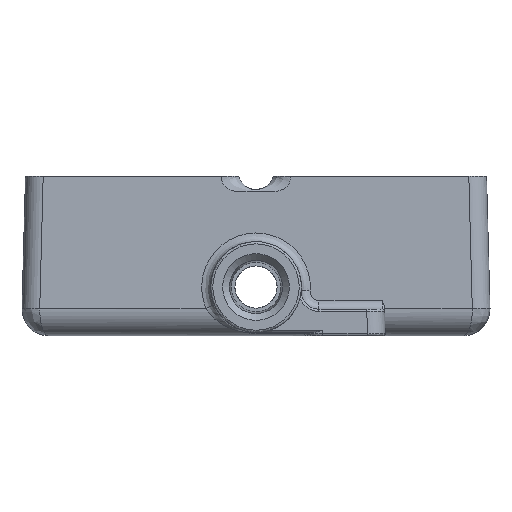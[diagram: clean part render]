
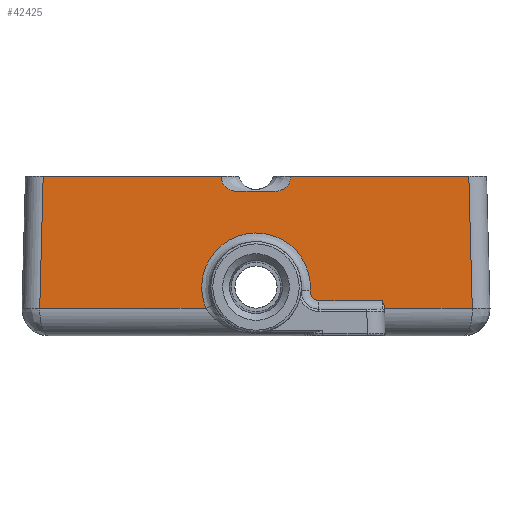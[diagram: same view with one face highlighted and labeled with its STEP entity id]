
A CAD part, left-side view. The second image highlights one B-rep face of the part: STEP entity #42425.
In plain terms, the highlighted planar face has unit normal (-1, 0, 0.026).
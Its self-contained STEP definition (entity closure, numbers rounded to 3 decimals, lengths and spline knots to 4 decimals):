
#1671=B_SPLINE_CURVE_WITH_KNOTS('',3,(#62856,#62857,#62858,#62859,#62860,
#62861,#62862,#62863,#62864,#62865,#62866,#62867,#62868,#62869,#62870,#62871,
#62872,#62873,#62874,#62875,#62876,#62877,#62878,#62879,#62880,#62881,#62882,
#62883),.UNSPECIFIED.,.F.,.F.,(4,1,1,1,1,1,1,1,1,1,1,1,1,1,1,1,1,1,1,1,
1,1,1,1,1,4),(-3.1796,-3.1109,-3.0387,-2.9754,
-2.7855,-2.6589,-2.5323,-2.4056,-2.279,
-2.1524,-2.0258,-1.7726,-1.5194,
-1.3927,-1.2661,-1.0129,-0.8863,
-0.7597,-0.6331,-0.5065,-0.3798,
-0.2532,-0.0633,0.,0.0722,0.1409),
 .UNSPECIFIED.);
#1673=B_SPLINE_CURVE_WITH_KNOTS('',3,(#62908,#62909,#62910,#62911,#62912,
#62913,#62914,#62915),.UNSPECIFIED.,.F.,.F.,(4,2,2,4),(-0.0009,
0.,0.1567,0.2433),.UNSPECIFIED.);
#3102=ELLIPSE('',#44929,0.7658,0.7655);
#3103=ELLIPSE('',#44930,0.125,0.125);
#3459=PLANE('',#44928);
#4972=FACE_OUTER_BOUND('',#7471,.T.);
#7471=EDGE_LOOP('',(#31462,#31463,#31464,#31465,#31466,#31467,#31468,#31469,
#31470,#31471,#31472,#31473));
#10293=LINE('',#62896,#14268);
#10294=LINE('',#62898,#14269);
#10295=LINE('',#62900,#14270);
#10296=LINE('',#62906,#14271);
#10297=LINE('',#62917,#14272);
#10298=LINE('',#62919,#14273);
#10299=LINE('',#62921,#14274);
#10300=LINE('',#62922,#14275);
#14268=VECTOR('',#48391,2.5124);
#14269=VECTOR('',#48392,1.8665);
#14270=VECTOR('',#48393,2.346);
#14271=VECTOR('',#48398,0.8898);
#14272=VECTOR('',#48399,0.0191);
#14273=VECTOR('',#48400,1.2383);
#14274=VECTOR('',#48401,1.8665);
#14275=VECTOR('',#48402,2.5124);
#18985=VERTEX_POINT('',#62844);
#18986=VERTEX_POINT('',#62855);
#18987=VERTEX_POINT('',#62895);
#18988=VERTEX_POINT('',#62897);
#18989=VERTEX_POINT('',#62899);
#18990=VERTEX_POINT('',#62901);
#18991=VERTEX_POINT('',#62903);
#18992=VERTEX_POINT('',#62905);
#18993=VERTEX_POINT('',#62907);
#18994=VERTEX_POINT('',#62916);
#18995=VERTEX_POINT('',#62918);
#18996=VERTEX_POINT('',#62920);
#23678=EDGE_CURVE('',#18985,#18986,#1671,.T.);
#23680=EDGE_CURVE('',#18985,#18987,#10293,.T.);
#23681=EDGE_CURVE('',#18988,#18987,#10294,.T.);
#23682=EDGE_CURVE('',#18989,#18988,#10295,.T.);
#23683=EDGE_CURVE('',#18990,#18989,#3102,.T.);
#23684=EDGE_CURVE('',#18991,#18990,#3103,.T.);
#23685=EDGE_CURVE('',#18992,#18991,#10296,.T.);
#23686=EDGE_CURVE('',#18993,#18992,#1673,.F.);
#23687=EDGE_CURVE('',#18993,#18994,#10297,.T.);
#23688=EDGE_CURVE('',#18995,#18994,#10298,.T.);
#23689=EDGE_CURVE('',#18996,#18995,#10299,.T.);
#23690=EDGE_CURVE('',#18996,#18986,#10300,.T.);
#31462=ORIENTED_EDGE('',*,*,#23678,.F.);
#31463=ORIENTED_EDGE('',*,*,#23680,.T.);
#31464=ORIENTED_EDGE('',*,*,#23681,.F.);
#31465=ORIENTED_EDGE('',*,*,#23682,.F.);
#31466=ORIENTED_EDGE('',*,*,#23683,.F.);
#31467=ORIENTED_EDGE('',*,*,#23684,.F.);
#31468=ORIENTED_EDGE('',*,*,#23685,.F.);
#31469=ORIENTED_EDGE('',*,*,#23686,.F.);
#31470=ORIENTED_EDGE('',*,*,#23687,.T.);
#31471=ORIENTED_EDGE('',*,*,#23688,.F.);
#31472=ORIENTED_EDGE('',*,*,#23689,.F.);
#31473=ORIENTED_EDGE('',*,*,#23690,.T.);
#42425=ADVANCED_FACE('',(#4972),#3459,.T.);
#44928=AXIS2_PLACEMENT_3D('',#62894,#48389,#48390);
#44929=AXIS2_PLACEMENT_3D('',#62902,#48394,#48395);
#44930=AXIS2_PLACEMENT_3D('',#62904,#48396,#48397);
#48389=DIRECTION('center_axis',(-1.,0.,0.026));
#48390=DIRECTION('ref_axis',(0.,1.,0.));
#48391=DIRECTION('',(0.,1.,0.));
#48392=DIRECTION('',(0.026,-0.026,0.999));
#48393=DIRECTION('',(0.,1.,0.));
#48394=DIRECTION('center_axis',(-1.,0.,0.026));
#48395=DIRECTION('ref_axis',(0.026,0.,1.));
#48396=DIRECTION('center_axis',(1.,0.,-0.026));
#48397=DIRECTION('ref_axis',(-0.026,0.,-1.));
#48398=DIRECTION('',(0.,1.,0.));
#48399=DIRECTION('',(-0.026,-0.026,-0.999));
#48400=DIRECTION('',(0.,1.,0.));
#48401=DIRECTION('',(-0.026,-0.026,-0.999));
#48402=DIRECTION('',(0.,1.,0.));
#62844=CARTESIAN_POINT('',(-2.3141,0.4893,-0.0625));
#62855=CARTESIAN_POINT('',(-2.3141,-0.4893,-0.0625));
#62856=CARTESIAN_POINT('Ctrl Pts',(-2.3141,0.4893,
-0.0625));
#62857=CARTESIAN_POINT('Ctrl Pts',(-2.3144,0.4896,
-0.0735));
#62858=CARTESIAN_POINT('Ctrl Pts',(-2.315,0.4889,
-0.095));
#62859=CARTESIAN_POINT('Ctrl Pts',(-2.3157,0.4835,
-0.1237));
#62860=CARTESIAN_POINT('Ctrl Pts',(-2.3168,0.4688,
-0.1657));
#62861=CARTESIAN_POINT('Ctrl Pts',(-2.3179,0.4394,
-0.2076));
#62862=CARTESIAN_POINT('Ctrl Pts',(-2.3188,0.3976,
-0.2389));
#62863=CARTESIAN_POINT('Ctrl Pts',(-2.3193,0.3575,-0.2584));
#62864=CARTESIAN_POINT('Ctrl Pts',(-2.3196,0.3143,
-0.2716));
#62865=CARTESIAN_POINT('Ctrl Pts',(-2.3197,0.2725,-0.2768));
#62866=CARTESIAN_POINT('Ctrl Pts',(-2.3198,0.2325,-0.2769));
#62867=CARTESIAN_POINT('Ctrl Pts',(-2.3198,0.1765,
-0.2773));
#62868=CARTESIAN_POINT('Ctrl Pts',(-2.3198,0.0991,
-0.2797));
#62869=CARTESIAN_POINT('Ctrl Pts',(-2.3198,0.0169,
-0.2806));
#62870=CARTESIAN_POINT('Ctrl Pts',(-2.3198,-0.0501,
-0.2802));
#62871=CARTESIAN_POINT('Ctrl Pts',(-2.3198,-0.1144,
-0.2793));
#62872=CARTESIAN_POINT('Ctrl Pts',(-2.3198,-0.1766,
-0.2772));
#62873=CARTESIAN_POINT('Ctrl Pts',(-2.3198,-0.2325,
-0.2769));
#62874=CARTESIAN_POINT('Ctrl Pts',(-2.3197,-0.2725,
-0.2767));
#62875=CARTESIAN_POINT('Ctrl Pts',(-2.3196,-0.3143,
-0.2716));
#62876=CARTESIAN_POINT('Ctrl Pts',(-2.3193,-0.3575,
-0.2584));
#62877=CARTESIAN_POINT('Ctrl Pts',(-2.3188,-0.3976,
-0.2389));
#62878=CARTESIAN_POINT('Ctrl Pts',(-2.3179,-0.4394,
-0.2076));
#62879=CARTESIAN_POINT('Ctrl Pts',(-2.3168,-0.4688,
-0.1657));
#62880=CARTESIAN_POINT('Ctrl Pts',(-2.3157,-0.4835,
-0.1237));
#62881=CARTESIAN_POINT('Ctrl Pts',(-2.315,-0.4889,
-0.095));
#62882=CARTESIAN_POINT('Ctrl Pts',(-2.3144,-0.4896,
-0.0735));
#62883=CARTESIAN_POINT('Ctrl Pts',(-2.3141,-0.4893,
-0.0625));
#62894=CARTESIAN_POINT('Origin',(-2.3125,-3.25,0.));
#62895=CARTESIAN_POINT('',(-2.3141,3.0017,-0.0625));
#62896=CARTESIAN_POINT('',(-2.3141,-3.6889,-0.0625));
#62897=CARTESIAN_POINT('',(-2.363,3.0506,-1.9277));
#62898=CARTESIAN_POINT('',(-2.3104,2.998,0.0785));
#62899=CARTESIAN_POINT('',(-2.363,0.7045,-1.9277));
#62900=CARTESIAN_POINT('',(-2.363,-1.625,-1.9277));
#62901=CARTESIAN_POINT('',(-2.3565,-0.7636,-1.682));
#62902=CARTESIAN_POINT('Origin',(-2.3551,0.,-1.6283));
#62903=CARTESIAN_POINT('',(-2.36,-0.8883,-1.8158));
#62904=CARTESIAN_POINT('Origin',(-2.3568,-0.8883,-1.6908));
#62905=CARTESIAN_POINT('',(-2.36,-1.7781,-1.8158));
#62906=CARTESIAN_POINT('',(-2.36,-1.9045,-1.8158));
#62907=CARTESIAN_POINT('',(-2.3625,-1.8117,-1.9086));
#62908=CARTESIAN_POINT('Ctrl Pts',(-2.36,-1.7781,
-1.8158));
#62909=CARTESIAN_POINT('Ctrl Pts',(-2.3601,-1.7781,
-1.8159));
#62910=CARTESIAN_POINT('Ctrl Pts',(-2.3601,-1.7782,
-1.816));
#62911=CARTESIAN_POINT('Ctrl Pts',(-2.3605,-1.7879,-1.8342));
#62912=CARTESIAN_POINT('Ctrl Pts',(-2.361,-1.7979,
-1.8529));
#62913=CARTESIAN_POINT('Ctrl Pts',(-2.3618,-1.808,
-1.8824));
#62914=CARTESIAN_POINT('Ctrl Pts',(-2.3621,-1.8114,
-1.8954));
#62915=CARTESIAN_POINT('Ctrl Pts',(-2.3625,-1.8117,
-1.9086));
#62916=CARTESIAN_POINT('',(-2.363,-1.8122,-1.9277));
#62917=CARTESIAN_POINT('',(-2.3408,-1.7901,-1.0815));
#62918=CARTESIAN_POINT('',(-2.363,-3.0506,-1.9277));
#62919=CARTESIAN_POINT('',(-2.363,-1.625,-1.9277));
#62920=CARTESIAN_POINT('',(-2.3141,-3.0017,-0.0625));
#62921=CARTESIAN_POINT('',(-2.3111,-2.9987,0.0539));
#62922=CARTESIAN_POINT('',(-2.3141,-3.6889,-0.0625));
